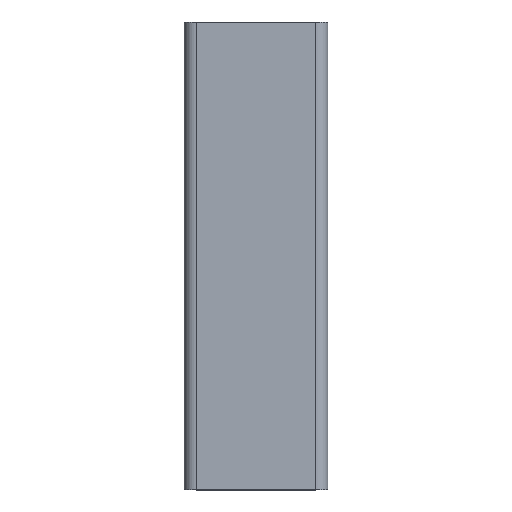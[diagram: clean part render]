
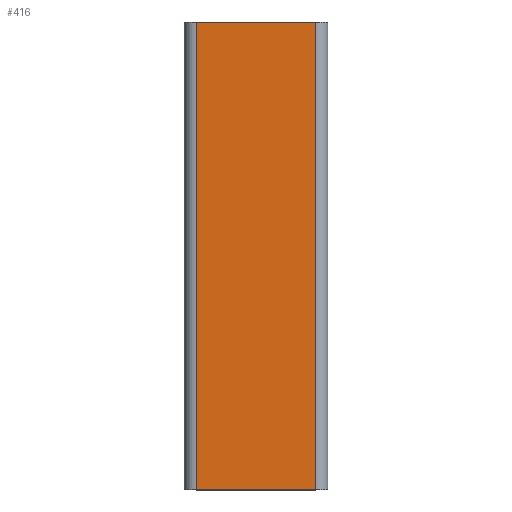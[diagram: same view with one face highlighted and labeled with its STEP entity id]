
A CAD part, top view. The second image highlights one B-rep face of the part: STEP entity #416.
In plain terms, the highlighted planar face has unit normal (0, 0, 1).
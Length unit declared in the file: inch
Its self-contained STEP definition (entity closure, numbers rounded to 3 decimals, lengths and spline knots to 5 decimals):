
#353=CARTESIAN_POINT('',(5.47173,7.2896,0.92));
#354=VERTEX_POINT('',#353);
#362=CARTESIAN_POINT('',(5.47173,1.2896,0.92));
#363=VERTEX_POINT('',#362);
#364=CARTESIAN_POINT('',(5.47173,4.2896,0.92));
#365=DIRECTION('',(0.,-1.,0.));
#366=VECTOR('',#365,1.);
#367=LINE('',#364,#366);
#368=EDGE_CURVE('',#354,#363,#367,.T.);
#386=CARTESIAN_POINT('',(3.94373,7.2896,0.92));
#387=VERTEX_POINT('',#386);
#388=CARTESIAN_POINT('',(5.47173,7.2896,0.92));
#389=DIRECTION('',(-1.,0.,0.));
#390=VECTOR('',#389,1.);
#391=LINE('',#388,#390);
#392=EDGE_CURVE('',#354,#387,#391,.T.);
#393=ORIENTED_EDGE('',*,*,#392,.T.);
#394=CARTESIAN_POINT('',(3.94373,1.2896,0.92));
#395=VERTEX_POINT('',#394);
#396=CARTESIAN_POINT('',(3.94373,4.2896,0.92));
#397=DIRECTION('',(0.,1.,0.));
#398=VECTOR('',#397,1.);
#399=LINE('',#396,#398);
#400=EDGE_CURVE('',#395,#387,#399,.T.);
#401=ORIENTED_EDGE('',*,*,#400,.F.);
#402=CARTESIAN_POINT('',(5.47173,1.2896,0.92));
#403=DIRECTION('',(1.,0.,0.));
#404=VECTOR('',#403,1.);
#405=LINE('',#402,#404);
#406=EDGE_CURVE('',#395,#363,#405,.T.);
#407=ORIENTED_EDGE('',*,*,#406,.T.);
#408=ORIENTED_EDGE('',*,*,#368,.F.);
#409=EDGE_LOOP('',(#393,#401,#407,#408));
#410=FACE_OUTER_BOUND('',#409,.T.);
#411=CARTESIAN_POINT('',(4.70773,4.2896,0.92));
#412=DIRECTION('',(0.,0.,1.));
#413=DIRECTION('',(1.,0.,0.));
#414=AXIS2_PLACEMENT_3D('',#411,#412,#413);
#415=PLANE('',#414);
#416=ADVANCED_FACE('',(#410),#415,.T.);
